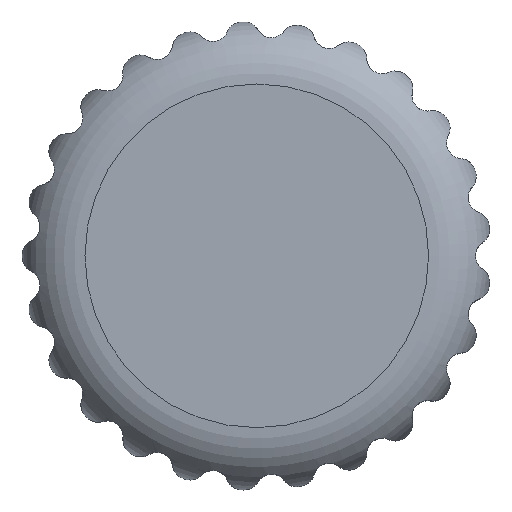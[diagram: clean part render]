
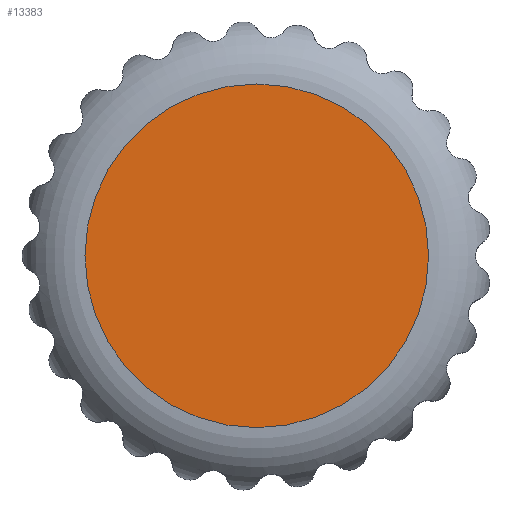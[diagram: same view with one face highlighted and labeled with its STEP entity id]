
A CAD part, top view. The second image highlights one B-rep face of the part: STEP entity #13383.
In plain terms, the highlighted planar face has unit normal (0, 0, 1).
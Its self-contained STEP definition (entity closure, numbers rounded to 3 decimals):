
#113 = TOROIDAL_SURFACE('',#114,11.,4.);
#114 = AXIS2_PLACEMENT_3D('',#115,#116,#117);
#115 = CARTESIAN_POINT('',(0.,0.,5.));
#116 = DIRECTION('',(0.,0.,1.));
#117 = DIRECTION('',(1.,0.,0.));
#10604 = VERTEX_POINT('',#10605);
#10605 = CARTESIAN_POINT('',(11.,0.,9.));
#10625 = EDGE_CURVE('',#10604,#10604,#10626,.T.);
#10626 = SURFACE_CURVE('',#10627,(#10632,#10639),.PCURVE_S1.);
#10627 = CIRCLE('',#10628,11.);
#10628 = AXIS2_PLACEMENT_3D('',#10629,#10630,#10631);
#10629 = CARTESIAN_POINT('',(0.,0.,9.));
#10630 = DIRECTION('',(0.,0.,1.));
#10631 = DIRECTION('',(1.,0.,0.));
#10632 = PCURVE('',#113,#10633);
#10633 = DEFINITIONAL_REPRESENTATION('',(#10634),#10638);
#10634 = LINE('',#10635,#10636);
#10635 = CARTESIAN_POINT('',(0.,1.571));
#10636 = VECTOR('',#10637,1.);
#10637 = DIRECTION('',(1.,0.));
#10638 = ( GEOMETRIC_REPRESENTATION_CONTEXT(2) 
PARAMETRIC_REPRESENTATION_CONTEXT() REPRESENTATION_CONTEXT('2D SPACE',''
  ) );
#10639 = PCURVE('',#10640,#10645);
#10640 = PLANE('',#10641);
#10641 = AXIS2_PLACEMENT_3D('',#10642,#10643,#10644);
#10642 = CARTESIAN_POINT('',(0.,0.,9.));
#10643 = DIRECTION('',(0.,0.,1.));
#10644 = DIRECTION('',(1.,0.,0.));
#10645 = DEFINITIONAL_REPRESENTATION('',(#10646),#10650);
#10646 = CIRCLE('',#10647,11.);
#10647 = AXIS2_PLACEMENT_2D('',#10648,#10649);
#10648 = CARTESIAN_POINT('',(0.,0.));
#10649 = DIRECTION('',(1.,0.));
#10650 = ( GEOMETRIC_REPRESENTATION_CONTEXT(2) 
PARAMETRIC_REPRESENTATION_CONTEXT() REPRESENTATION_CONTEXT('2D SPACE',''
  ) );
#13383 = ADVANCED_FACE('',(#13384),#10640,.T.);
#13384 = FACE_BOUND('',#13385,.T.);
#13385 = EDGE_LOOP('',(#13386));
#13386 = ORIENTED_EDGE('',*,*,#10625,.T.);
